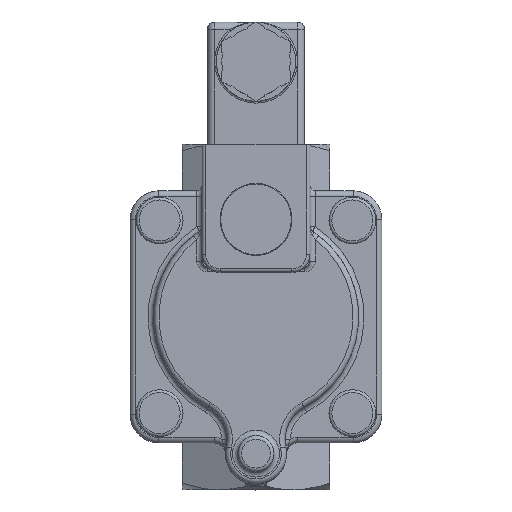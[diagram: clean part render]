
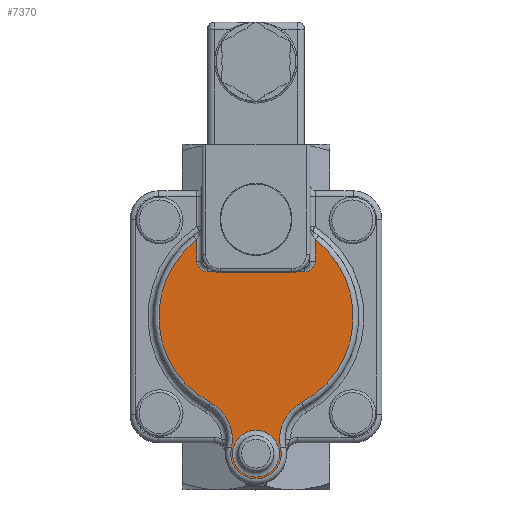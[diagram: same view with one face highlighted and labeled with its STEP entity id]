
A CAD part, top view. The second image highlights one B-rep face of the part: STEP entity #7370.
In plain terms, the highlighted planar face has unit normal (0, 0, 1).
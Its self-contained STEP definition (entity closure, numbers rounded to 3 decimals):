
#619=LINE('',#12445,#1054);
#620=LINE('',#12449,#1055);
#621=LINE('',#12453,#1056);
#1054=VECTOR('',#9607,5.872);
#1055=VECTOR('',#9610,27.);
#1056=VECTOR('',#9613,5.872);
#1354=PLANE('',#8041);
#1638=FACE_BOUND('',#2413,.T.);
#1873=FACE_OUTER_BOUND('',#2412,.T.);
#2412=EDGE_LOOP('',(#5821,#5822,#5823,#5824,#5825,#5826,#5827,#5828,#5829,
#5830));
#2413=EDGE_LOOP('',(#5831));
#2848=CIRCLE('',#8039,6.5);
#2850=CIRCLE('',#8042,27.);
#2851=CIRCLE('',#8043,3.);
#2852=CIRCLE('',#8044,3.);
#2853=CIRCLE('',#8045,27.);
#2854=CIRCLE('',#8046,11.5);
#2855=CIRCLE('',#8047,7.);
#2856=CIRCLE('',#8048,11.5);
#3411=VERTEX_POINT('',#12436);
#3413=VERTEX_POINT('',#12441);
#3414=VERTEX_POINT('',#12442);
#3415=VERTEX_POINT('',#12444);
#3416=VERTEX_POINT('',#12446);
#3417=VERTEX_POINT('',#12448);
#3418=VERTEX_POINT('',#12450);
#3419=VERTEX_POINT('',#12452);
#3420=VERTEX_POINT('',#12454);
#3421=VERTEX_POINT('',#12456);
#3422=VERTEX_POINT('',#12458);
#4270=EDGE_CURVE('',#3411,#3411,#2848,.T.);
#4272=EDGE_CURVE('',#3413,#3414,#2850,.T.);
#4273=EDGE_CURVE('',#3415,#3413,#619,.T.);
#4274=EDGE_CURVE('',#3416,#3415,#2851,.T.);
#4275=EDGE_CURVE('',#3417,#3416,#620,.T.);
#4276=EDGE_CURVE('',#3418,#3417,#2852,.T.);
#4277=EDGE_CURVE('',#3419,#3418,#621,.T.);
#4278=EDGE_CURVE('',#3420,#3419,#2853,.T.);
#4279=EDGE_CURVE('',#3421,#3420,#2854,.T.);
#4280=EDGE_CURVE('',#3422,#3421,#2855,.T.);
#4281=EDGE_CURVE('',#3414,#3422,#2856,.T.);
#5821=ORIENTED_EDGE('',*,*,#4272,.F.);
#5822=ORIENTED_EDGE('',*,*,#4273,.F.);
#5823=ORIENTED_EDGE('',*,*,#4274,.F.);
#5824=ORIENTED_EDGE('',*,*,#4275,.F.);
#5825=ORIENTED_EDGE('',*,*,#4276,.F.);
#5826=ORIENTED_EDGE('',*,*,#4277,.F.);
#5827=ORIENTED_EDGE('',*,*,#4278,.F.);
#5828=ORIENTED_EDGE('',*,*,#4279,.F.);
#5829=ORIENTED_EDGE('',*,*,#4280,.F.);
#5830=ORIENTED_EDGE('',*,*,#4281,.F.);
#5831=ORIENTED_EDGE('',*,*,#4270,.F.);
#7370=ADVANCED_FACE('',(#1873,#1638),#1354,.T.);
#8039=AXIS2_PLACEMENT_3D('',#12437,#9599,#9600);
#8041=AXIS2_PLACEMENT_3D('',#12440,#9603,#9604);
#8042=AXIS2_PLACEMENT_3D('',#12443,#9605,#9606);
#8043=AXIS2_PLACEMENT_3D('',#12447,#9608,#9609);
#8044=AXIS2_PLACEMENT_3D('',#12451,#9611,#9612);
#8045=AXIS2_PLACEMENT_3D('',#12455,#9614,#9615);
#8046=AXIS2_PLACEMENT_3D('',#12457,#9616,#9617);
#8047=AXIS2_PLACEMENT_3D('',#12459,#9618,#9619);
#8048=AXIS2_PLACEMENT_3D('',#12460,#9620,#9621);
#9599=DIRECTION('center_axis',(0.,0.,
1.));
#9600=DIRECTION('ref_axis',(0.,-1.,0.));
#9603=DIRECTION('center_axis',(0.,0.,
1.));
#9604=DIRECTION('ref_axis',(0.,-1.,0.));
#9605=DIRECTION('center_axis',(0.,0.,
-1.));
#9606=DIRECTION('ref_axis',(0.998,-0.065,0.));
#9607=DIRECTION('',(0.,1.,0.));
#9608=DIRECTION('center_axis',(0.,0.,
1.));
#9609=DIRECTION('ref_axis',(0.707,-0.707,0.));
#9610=DIRECTION('',(1.,0.,0.));
#9611=DIRECTION('center_axis',(0.,0.,
1.));
#9612=DIRECTION('ref_axis',(-0.707,-0.707,0.));
#9613=DIRECTION('',(0.,-1.,0.));
#9614=DIRECTION('center_axis',(0.,0.,
-1.));
#9615=DIRECTION('ref_axis',(-0.998,-0.065,0.));
#9616=DIRECTION('center_axis',(0.,0.,
1.));
#9617=DIRECTION('ref_axis',(0.908,0.419,0.));
#9618=DIRECTION('center_axis',(0.,0.,
-1.));
#9619=DIRECTION('ref_axis',(0.,-1.,0.));
#9620=DIRECTION('center_axis',(0.,0.,
1.));
#9621=DIRECTION('ref_axis',(-0.908,0.419,0.));
#12436=CARTESIAN_POINT('',(0.,-31.5,39.25));
#12437=CARTESIAN_POINT('Origin',(0.,-38.,
39.25));
#12440=CARTESIAN_POINT('Origin',(-14.25,0.,39.25));
#12441=CARTESIAN_POINT('',(16.5,21.372,39.25));
#12442=CARTESIAN_POINT('',(12.667,-23.844,39.25));
#12443=CARTESIAN_POINT('Origin',(0.,0.,
39.25));
#12444=CARTESIAN_POINT('',(16.5,15.5,39.25));
#12445=CARTESIAN_POINT('',(16.5,20.25,39.25));
#12446=CARTESIAN_POINT('',(13.5,12.5,39.25));
#12447=CARTESIAN_POINT('Origin',(13.5,15.5,39.25));
#12448=CARTESIAN_POINT('',(-13.5,12.5,39.25));
#12449=CARTESIAN_POINT('',(-0.375,12.5,39.25));
#12450=CARTESIAN_POINT('',(-16.5,15.5,39.25));
#12451=CARTESIAN_POINT('Origin',(-13.5,15.5,39.25));
#12452=CARTESIAN_POINT('',(-16.5,21.372,39.25));
#12453=CARTESIAN_POINT('',(-16.5,7.75,39.25));
#12454=CARTESIAN_POINT('',(-12.667,-23.844,39.25));
#12455=CARTESIAN_POINT('Origin',(0.,0.,
39.25));
#12456=CARTESIAN_POINT('',(-6.834,-36.486,39.25));
#12457=CARTESIAN_POINT('Origin',(-18.062,-34.,39.25));
#12458=CARTESIAN_POINT('',(6.834,-36.486,39.25));
#12459=CARTESIAN_POINT('Origin',(0.,-38.,
39.25));
#12460=CARTESIAN_POINT('Origin',(18.062,-34.,39.25));
